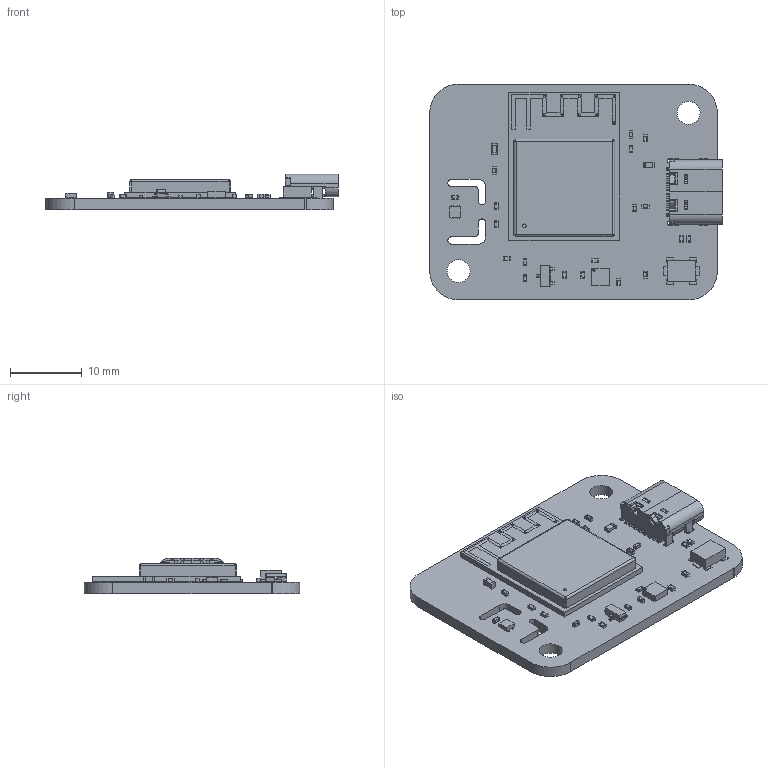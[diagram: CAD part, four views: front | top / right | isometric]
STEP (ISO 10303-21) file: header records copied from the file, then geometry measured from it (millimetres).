
FILE_DESCRIPTION(('KiCad electronic assembly'),'2;1');
FILE_NAME('VOCaware.step','2025-11-01T21:05:47',('Pcbnew'),('Kicad'), 'Open CASCADE STEP processor 7.8','KiCad to STEP converter','Unknown' );
FILE_SCHEMA(('AUTOMOTIVE_DESIGN { 1 0 10303 214 1 1 1 1 }'));
Length unit declared in the file: millimetre
Products named in the file (22): VOCaware 1; C_0402_1005Metric; R_0402_1005Metric; SOT-23; SOT_23; SGP40-D-R4; ASSEMBLY; C_0603_1608Metric; USB_C_Receptacle_GCT_USB4105-xx-A_16P_TopMnt_Horizontal; USB_C_Receptacle_16P_TopMnt_Horizontal_GCT_USB4105-xx-A; PTS820J25MSMTRLFS; ESP32-S3-MINI-1-N8; Fuse_0603_1608Metric; SHT40-AD1F-R2; VOCaware_PCB
Assembly tree (38 placements, depth 3):
  VOCaware 1
    C_0402_1005Metric  x10
      C_0402_1005Metric
    R_0402_1005Metric  x9
      R_0402_1005Metric
    SOT-23
      SOT_23
    SGP40-D-R4
      ASSEMBLY
    C_0603_1608Metric
      C_0603_1608Metric
    USB_C_Receptacle_GCT_USB4105-xx-A_16P_TopMnt_Horizontal
      USB_C_Receptacle_16P_TopMnt_Horizontal_GCT_USB4105-xx-A
    PTS820J25MSMTRLFS
      ASSEMBLY
    ESP32-S3-MINI-1-N8
      ESP32-S3-MINI-1-N8
    Fuse_0603_1608Metric
      Fuse_0603_1608Metric
    SHT40-AD1F-R2
      ASSEMBLY
    VOCaware_PCB
Bounding box: 40.67 x 30 x 4.96 mm (x, y, z)
Volume: 2302.3 mm3; surface area: 4822.4 mm2
Topology: 177 solids, 177 shells, 2564 faces, 6097 edges, 3976 vertices
Faces by surface type: plane 2040, cylinder 481, bspline 35, cone 8
Full cylindrical faces by diameter (mm): 0.305 x1, 0.5 x2, 0.65 x2, 3.2 x2
Entity records: 66442 total; most frequent: CARTESIAN_POINT 10777, ORIENTED_EDGE 9810, DIRECTION 9669, EDGE_CURVE 4905, LINE 4237, VECTOR 4237, VERTEX_POINT 3192, AXIS2_PLACEMENT_3D 2716
